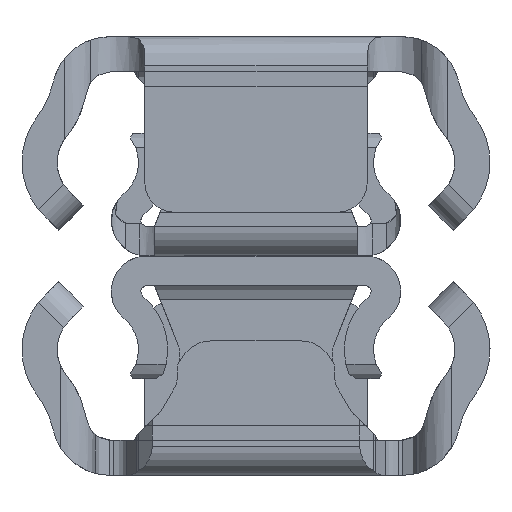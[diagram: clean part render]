
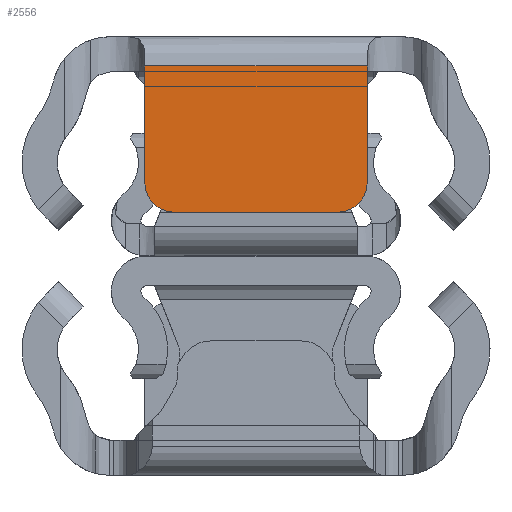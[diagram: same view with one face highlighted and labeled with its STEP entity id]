
A CAD part, left-side view. The second image highlights one B-rep face of the part: STEP entity #2556.
In plain terms, the highlighted face is planar.
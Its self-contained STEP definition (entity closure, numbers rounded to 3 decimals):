
#133 = VECTOR ( 'NONE', #3999, 1000. ) ;
#249 = EDGE_CURVE ( 'NONE', #2995, #471, #1119, .T. ) ;
#320 = CARTESIAN_POINT ( 'NONE',  ( 300., -3.8, 1.2 ) ) ;
#371 = EDGE_CURVE ( 'NONE', #3866, #2497, #1695, .T. ) ;
#471 = VERTEX_POINT ( 'NONE', #6063 ) ;
#496 = CARTESIAN_POINT ( 'NONE',  ( 300., 3.8, 1.2 ) ) ;
#552 = CARTESIAN_POINT ( 'NONE',  ( 300., -2.8, 6. ) ) ;
#598 = LINE ( 'NONE', #4359, #5264 ) ;
#618 = AXIS2_PLACEMENT_3D ( 'NONE', #2973, #5934, #1582 ) ;
#653 = CARTESIAN_POINT ( 'NONE',  ( 300., 3.8, 1. ) ) ;
#679 = LINE ( 'NONE', #4402, #6179 ) ;
#794 = CARTESIAN_POINT ( 'NONE',  ( 300., 2.8, 6. ) ) ;
#1119 = LINE ( 'NONE', #653, #1993 ) ;
#1147 = ORIENTED_EDGE ( 'NONE', *, *, #5822, .F. ) ;
#1153 = VERTEX_POINT ( 'NONE', #2646 ) ;
#1209 = VERTEX_POINT ( 'NONE', #320 ) ;
#1226 = CARTESIAN_POINT ( 'NONE',  ( 300., -3.8, 5. ) ) ;
#1275 = CARTESIAN_POINT ( 'NONE',  ( 300., -2.8, 5. ) ) ;
#1409 = VECTOR ( 'NONE', #1461, 1000. ) ;
#1455 = EDGE_CURVE ( 'NONE', #1668, #1153, #5304, .T. ) ;
#1461 = DIRECTION ( 'NONE',  ( 0., 0., 1. ) ) ;
#1522 = DIRECTION ( 'NONE',  ( 0., 0., -1. ) ) ;
#1582 = DIRECTION ( 'NONE',  ( 0., 0., -1. ) ) ;
#1668 = VERTEX_POINT ( 'NONE', #2222 ) ;
#1695 = CIRCLE ( 'NONE', #3106, 1. ) ;
#1993 = VECTOR ( 'NONE', #4924, 1000. ) ;
#2092 = ORIENTED_EDGE ( 'NONE', *, *, #249, .T. ) ;
#2167 = PLANE ( 'NONE',  #4352 ) ;
#2181 = ORIENTED_EDGE ( 'NONE', *, *, #3522, .T. ) ;
#2222 = CARTESIAN_POINT ( 'NONE',  ( 300., 3.8, 1.2 ) ) ;
#2471 = EDGE_CURVE ( 'NONE', #2995, #1209, #4005, .T. ) ;
#2475 = DIRECTION ( 'NONE',  ( 0., -1., 0. ) ) ;
#2497 = VERTEX_POINT ( 'NONE', #1226 ) ;
#2527 = ORIENTED_EDGE ( 'NONE', *, *, #371, .T. ) ;
#2556 = ADVANCED_FACE ( 'NONE', ( #5162 ), #2167, .T. ) ;
#2593 = CARTESIAN_POINT ( 'NONE',  ( 300., 3.8, -1.8 ) ) ;
#2597 = EDGE_LOOP ( 'NONE', ( #4023, #2092, #1147, #2862, #4824, #2181, #2527, #5283 ) ) ;
#2646 = CARTESIAN_POINT ( 'NONE',  ( 300., 3.8, 5. ) ) ;
#2732 = DIRECTION ( 'NONE',  ( 0., 0., -1. ) ) ;
#2862 = ORIENTED_EDGE ( 'NONE', *, *, #1455, .T. ) ;
#2973 = CARTESIAN_POINT ( 'NONE',  ( 300., 2.8, 5. ) ) ;
#2995 = VERTEX_POINT ( 'NONE', #4096 ) ;
#3106 = AXIS2_PLACEMENT_3D ( 'NONE', #1275, #3136, #3199 ) ;
#3132 = VECTOR ( 'NONE', #3526, 1000. ) ;
#3136 = DIRECTION ( 'NONE',  ( 1., 0., 0. ) ) ;
#3199 = DIRECTION ( 'NONE',  ( 0., 0., -1. ) ) ;
#3522 = EDGE_CURVE ( 'NONE', #3649, #3866, #598, .T. ) ;
#3526 = DIRECTION ( 'NONE',  ( 0., 0., 1. ) ) ;
#3616 = LINE ( 'NONE', #2593, #133 ) ;
#3649 = VERTEX_POINT ( 'NONE', #794 ) ;
#3866 = VERTEX_POINT ( 'NONE', #552 ) ;
#3941 = EDGE_CURVE ( 'NONE', #2497, #1209, #679, .T. ) ;
#3984 = EDGE_CURVE ( 'NONE', #1153, #3649, #4666, .T. ) ;
#3999 = DIRECTION ( 'NONE',  ( 0., 0., -1. ) ) ;
#4005 = LINE ( 'NONE', #5320, #3132 ) ;
#4023 = ORIENTED_EDGE ( 'NONE', *, *, #2471, .F. ) ;
#4096 = CARTESIAN_POINT ( 'NONE',  ( 300., -3.8, 1. ) ) ;
#4352 = AXIS2_PLACEMENT_3D ( 'NONE', #6141, #6168, #2732 ) ;
#4359 = CARTESIAN_POINT ( 'NONE',  ( 300., 2.8, 6. ) ) ;
#4402 = CARTESIAN_POINT ( 'NONE',  ( 300., -3.8, 1.2 ) ) ;
#4666 = CIRCLE ( 'NONE', #618, 1. ) ;
#4824 = ORIENTED_EDGE ( 'NONE', *, *, #3984, .T. ) ;
#4924 = DIRECTION ( 'NONE',  ( 0., 1., 0. ) ) ;
#5162 = FACE_OUTER_BOUND ( 'NONE', #2597, .T. ) ;
#5264 = VECTOR ( 'NONE', #2475, 1000. ) ;
#5283 = ORIENTED_EDGE ( 'NONE', *, *, #3941, .T. ) ;
#5304 = LINE ( 'NONE', #496, #1409 ) ;
#5320 = CARTESIAN_POINT ( 'NONE',  ( 300., -3.8, -1.8 ) ) ;
#5822 = EDGE_CURVE ( 'NONE', #1668, #471, #3616, .T. ) ;
#5934 = DIRECTION ( 'NONE',  ( 1., 0., 0. ) ) ;
#6063 = CARTESIAN_POINT ( 'NONE',  ( 300., 3.8, 1. ) ) ;
#6141 = CARTESIAN_POINT ( 'NONE',  ( 300., -4.983, 2. ) ) ;
#6168 = DIRECTION ( 'NONE',  ( 1., 0., 0. ) ) ;
#6179 = VECTOR ( 'NONE', #1522, 1000. ) ;
